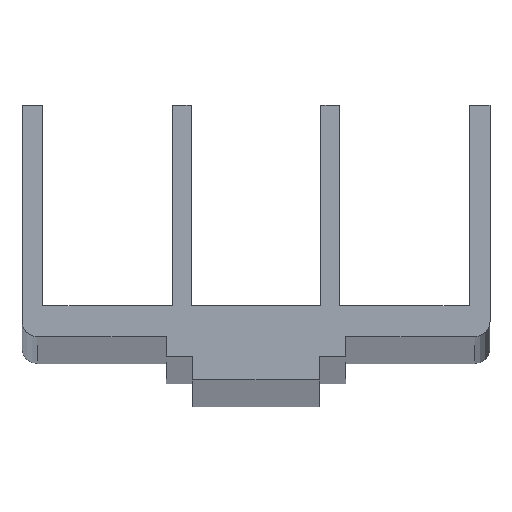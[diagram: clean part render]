
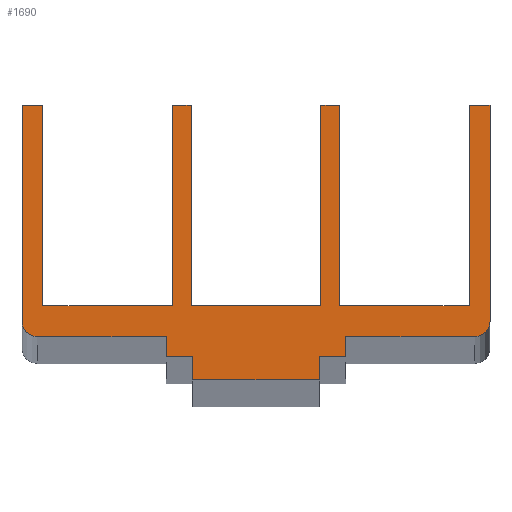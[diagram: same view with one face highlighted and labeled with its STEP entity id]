
A CAD part, top view. The second image highlights one B-rep face of the part: STEP entity #1690.
In plain terms, the highlighted face is planar.
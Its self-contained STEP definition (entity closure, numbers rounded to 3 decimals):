
#806=CIRCLE('',#1620,1.);
#808=CIRCLE('',#1632,1.);
#916=ORIENTED_EDGE('',*,*,#1244,.T.);
#917=ORIENTED_EDGE('',*,*,#1169,.T.);
#918=ORIENTED_EDGE('',*,*,#1173,.T.);
#919=ORIENTED_EDGE('',*,*,#1176,.T.);
#920=ORIENTED_EDGE('',*,*,#1179,.T.);
#921=ORIENTED_EDGE('',*,*,#1182,.T.);
#922=ORIENTED_EDGE('',*,*,#1185,.T.);
#923=ORIENTED_EDGE('',*,*,#1188,.T.);
#924=ORIENTED_EDGE('',*,*,#1191,.T.);
#925=ORIENTED_EDGE('',*,*,#1194,.T.);
#926=ORIENTED_EDGE('',*,*,#1197,.T.);
#927=ORIENTED_EDGE('',*,*,#1200,.T.);
#928=ORIENTED_EDGE('',*,*,#1203,.T.);
#929=ORIENTED_EDGE('',*,*,#1206,.T.);
#930=ORIENTED_EDGE('',*,*,#1209,.T.);
#931=ORIENTED_EDGE('',*,*,#1212,.T.);
#932=ORIENTED_EDGE('',*,*,#1215,.T.);
#933=ORIENTED_EDGE('',*,*,#1218,.T.);
#934=ORIENTED_EDGE('',*,*,#1221,.T.);
#935=ORIENTED_EDGE('',*,*,#1224,.T.);
#936=ORIENTED_EDGE('',*,*,#1227,.T.);
#937=ORIENTED_EDGE('',*,*,#1230,.T.);
#938=ORIENTED_EDGE('',*,*,#1233,.T.);
#939=ORIENTED_EDGE('',*,*,#1236,.T.);
#940=ORIENTED_EDGE('',*,*,#1239,.T.);
#941=ORIENTED_EDGE('',*,*,#1242,.T.);
#969=VECTOR('',#1305,1.);
#973=VECTOR('',#1311,1.);
#976=VECTOR('',#1316,1.);
#979=VECTOR('',#1321,1.);
#982=VECTOR('',#1326,1.);
#985=VECTOR('',#1331,1.);
#988=VECTOR('',#1336,1.);
#991=VECTOR('',#1341,1.);
#994=VECTOR('',#1346,1.);
#997=VECTOR('',#1351,1.);
#1000=VECTOR('',#1356,1.);
#1003=VECTOR('',#1361,1.);
#1006=VECTOR('',#1366,1.);
#1009=VECTOR('',#1371,1.);
#1012=VECTOR('',#1376,1.);
#1016=VECTOR('',#1388,1.);
#1019=VECTOR('',#1393,1.);
#1022=VECTOR('',#1398,1.);
#1025=VECTOR('',#1403,1.);
#1028=VECTOR('',#1408,1.);
#1031=VECTOR('',#1413,1.);
#1034=VECTOR('',#1418,1.);
#1037=VECTOR('',#1423,1.);
#1040=VECTOR('',#1428,1.);
#1043=LINE('',#1449,#969);
#1047=LINE('',#1457,#973);
#1050=LINE('',#1463,#976);
#1053=LINE('',#1469,#979);
#1056=LINE('',#1475,#982);
#1059=LINE('',#1481,#985);
#1062=LINE('',#1487,#988);
#1065=LINE('',#1493,#991);
#1068=LINE('',#1499,#994);
#1071=LINE('',#1505,#997);
#1074=LINE('',#1511,#1000);
#1077=LINE('',#1517,#1003);
#1080=LINE('',#1523,#1006);
#1083=LINE('',#1529,#1009);
#1086=LINE('',#1535,#1012);
#1090=LINE('',#1547,#1016);
#1093=LINE('',#1553,#1019);
#1096=LINE('',#1559,#1022);
#1099=LINE('',#1565,#1025);
#1102=LINE('',#1571,#1028);
#1105=LINE('',#1577,#1031);
#1108=LINE('',#1583,#1034);
#1111=LINE('',#1589,#1037);
#1114=LINE('',#1595,#1040);
#1117=VERTEX_POINT('',#1446);
#1118=VERTEX_POINT('',#1448);
#1121=VERTEX_POINT('',#1455);
#1123=VERTEX_POINT('',#1461);
#1125=VERTEX_POINT('',#1467);
#1127=VERTEX_POINT('',#1473);
#1129=VERTEX_POINT('',#1479);
#1131=VERTEX_POINT('',#1485);
#1133=VERTEX_POINT('',#1491);
#1135=VERTEX_POINT('',#1497);
#1137=VERTEX_POINT('',#1503);
#1139=VERTEX_POINT('',#1509);
#1141=VERTEX_POINT('',#1515);
#1143=VERTEX_POINT('',#1521);
#1145=VERTEX_POINT('',#1527);
#1147=VERTEX_POINT('',#1533);
#1149=VERTEX_POINT('',#1539);
#1151=VERTEX_POINT('',#1545);
#1153=VERTEX_POINT('',#1551);
#1155=VERTEX_POINT('',#1557);
#1157=VERTEX_POINT('',#1563);
#1159=VERTEX_POINT('',#1569);
#1161=VERTEX_POINT('',#1575);
#1163=VERTEX_POINT('',#1581);
#1165=VERTEX_POINT('',#1587);
#1167=VERTEX_POINT('',#1593);
#1169=EDGE_CURVE('',#1118,#1117,#1043,.T.);
#1173=EDGE_CURVE('',#1117,#1121,#1047,.T.);
#1176=EDGE_CURVE('',#1121,#1123,#1050,.T.);
#1179=EDGE_CURVE('',#1123,#1125,#1053,.T.);
#1182=EDGE_CURVE('',#1125,#1127,#1056,.T.);
#1185=EDGE_CURVE('',#1127,#1129,#1059,.T.);
#1188=EDGE_CURVE('',#1129,#1131,#1062,.T.);
#1191=EDGE_CURVE('',#1131,#1133,#1065,.T.);
#1194=EDGE_CURVE('',#1133,#1135,#1068,.T.);
#1197=EDGE_CURVE('',#1135,#1137,#1071,.T.);
#1200=EDGE_CURVE('',#1137,#1139,#1074,.T.);
#1203=EDGE_CURVE('',#1139,#1141,#1077,.T.);
#1206=EDGE_CURVE('',#1141,#1143,#1080,.T.);
#1209=EDGE_CURVE('',#1143,#1145,#1083,.T.);
#1212=EDGE_CURVE('',#1145,#1147,#1086,.T.);
#1215=EDGE_CURVE('',#1147,#1149,#806,.T.);
#1218=EDGE_CURVE('',#1149,#1151,#1090,.T.);
#1221=EDGE_CURVE('',#1151,#1153,#1093,.T.);
#1224=EDGE_CURVE('',#1153,#1155,#1096,.T.);
#1227=EDGE_CURVE('',#1155,#1157,#1099,.T.);
#1230=EDGE_CURVE('',#1157,#1159,#1102,.T.);
#1233=EDGE_CURVE('',#1159,#1161,#1105,.T.);
#1236=EDGE_CURVE('',#1161,#1163,#1108,.T.);
#1239=EDGE_CURVE('',#1163,#1165,#1111,.T.);
#1242=EDGE_CURVE('',#1165,#1167,#1114,.T.);
#1244=EDGE_CURVE('',#1167,#1118,#808,.T.);
#1272=EDGE_LOOP('',(#916,#917,#918,#919,#920,#921,#922,#923,#924,#925,#926,
#927,#928,#929,#930,#931,#932,#933,#934,#935,#936,#937,#938,#939,#940,#941));
#1300=FACE_BOUND('',#1272,.T.);
#1305=DIRECTION('',(0.,14.,0.));
#1311=DIRECTION('',(0.,0.,-1.35));
#1316=DIRECTION('',(0.,-13.,0.));
#1321=DIRECTION('',(0.,0.,-8.4));
#1326=DIRECTION('',(0.,13.,0.));
#1331=DIRECTION('',(0.,0.,-1.2));
#1336=DIRECTION('',(0.,-13.,0.));
#1341=DIRECTION('',(0.,0.,-8.4));
#1346=DIRECTION('',(0.,13.,0.));
#1351=DIRECTION('',(0.,0.,-1.2));
#1356=DIRECTION('',(0.,-13.,0.));
#1361=DIRECTION('',(0.,0.,-8.4));
#1366=DIRECTION('',(0.,13.,0.));
#1371=DIRECTION('',(0.,0.,-1.35));
#1376=DIRECTION('',(0.,-14.,0.));
#1381=DIRECTION('',(-1.,0.,0.));
#1382=DIRECTION('',(0.,0.,-1.));
#1388=DIRECTION('',(0.,0.,8.35));
#1393=DIRECTION('',(0.,-1.3,0.));
#1398=DIRECTION('',(0.,0.,1.7));
#1403=DIRECTION('',(0.,-1.5,0.));
#1408=DIRECTION('',(0.,0.,8.2));
#1413=DIRECTION('',(0.,1.5,0.));
#1418=DIRECTION('',(0.,0.,1.7));
#1423=DIRECTION('',(0.,1.3,0.));
#1428=DIRECTION('',(0.,0.,8.35));
#1432=DIRECTION('',(-1.,0.,0.));
#1433=DIRECTION('',(0.,-1.,0.));
#1436=DIRECTION('',(-1.,0.,0.));
#1437=DIRECTION('',(0.,1.,0.));
#1446=CARTESIAN_POINT('',(0.,16.3,15.15));
#1448=CARTESIAN_POINT('',(0.,2.3,15.15));
#1449=CARTESIAN_POINT('',(0.,2.3,15.15));
#1455=CARTESIAN_POINT('',(0.,16.3,13.8));
#1457=CARTESIAN_POINT('',(0.,16.3,15.15));
#1461=CARTESIAN_POINT('',(0.,3.3,13.8));
#1463=CARTESIAN_POINT('',(0.,16.3,13.8));
#1467=CARTESIAN_POINT('',(0.,3.3,5.4));
#1469=CARTESIAN_POINT('',(0.,3.3,13.8));
#1473=CARTESIAN_POINT('',(0.,16.3,5.4));
#1475=CARTESIAN_POINT('',(0.,3.3,5.4));
#1479=CARTESIAN_POINT('',(0.,16.3,4.2));
#1481=CARTESIAN_POINT('',(0.,16.3,5.4));
#1485=CARTESIAN_POINT('',(0.,3.3,4.2));
#1487=CARTESIAN_POINT('',(0.,16.3,4.2));
#1491=CARTESIAN_POINT('',(0.,3.3,-4.2));
#1493=CARTESIAN_POINT('',(0.,3.3,4.2));
#1497=CARTESIAN_POINT('',(0.,16.3,-4.2));
#1499=CARTESIAN_POINT('',(0.,3.3,-4.2));
#1503=CARTESIAN_POINT('',(0.,16.3,-5.4));
#1505=CARTESIAN_POINT('',(0.,16.3,-4.2));
#1509=CARTESIAN_POINT('',(0.,3.3,-5.4));
#1511=CARTESIAN_POINT('',(0.,16.3,-5.4));
#1515=CARTESIAN_POINT('',(0.,3.3,-13.8));
#1517=CARTESIAN_POINT('',(0.,3.3,-5.4));
#1521=CARTESIAN_POINT('',(0.,16.3,-13.8));
#1523=CARTESIAN_POINT('',(0.,3.3,-13.8));
#1527=CARTESIAN_POINT('',(0.,16.3,-15.15));
#1529=CARTESIAN_POINT('',(0.,16.3,-13.8));
#1533=CARTESIAN_POINT('',(0.,2.3,-15.15));
#1535=CARTESIAN_POINT('',(0.,16.3,-15.15));
#1539=CARTESIAN_POINT('',(0.,1.3,-14.15));
#1541=CARTESIAN_POINT('',(0.,2.3,-14.15));
#1545=CARTESIAN_POINT('',(0.,1.3,-5.8));
#1547=CARTESIAN_POINT('',(0.,1.3,-14.15));
#1551=CARTESIAN_POINT('',(0.,0.,-5.8));
#1553=CARTESIAN_POINT('',(0.,1.3,-5.8));
#1557=CARTESIAN_POINT('',(0.,0.,-4.1));
#1559=CARTESIAN_POINT('',(0.,0.,-5.8));
#1563=CARTESIAN_POINT('',(0.,-1.5,-4.1));
#1565=CARTESIAN_POINT('',(0.,0.,-4.1));
#1569=CARTESIAN_POINT('',(0.,-1.5,4.1));
#1571=CARTESIAN_POINT('',(0.,-1.5,-4.1));
#1575=CARTESIAN_POINT('',(0.,0.,4.1));
#1577=CARTESIAN_POINT('',(0.,-1.5,4.1));
#1581=CARTESIAN_POINT('',(0.,0.,5.8));
#1583=CARTESIAN_POINT('',(0.,0.,4.1));
#1587=CARTESIAN_POINT('',(0.,1.3,5.8));
#1589=CARTESIAN_POINT('',(0.,0.,5.8));
#1593=CARTESIAN_POINT('',(0.,1.3,14.15));
#1595=CARTESIAN_POINT('',(0.,1.3,5.8));
#1598=CARTESIAN_POINT('',(0.,2.3,14.15));
#1600=CARTESIAN_POINT('',(0.,1.3,14.15));
#1620=AXIS2_PLACEMENT_3D('',#1541,#1381,#1382);
#1632=AXIS2_PLACEMENT_3D('',#1598,#1432,#1433);
#1634=AXIS2_PLACEMENT_3D('',#1600,#1436,#1437);
#1662=PLANE('',#1634);
#1690=ADVANCED_FACE('',(#1300),#1662,.T.);
